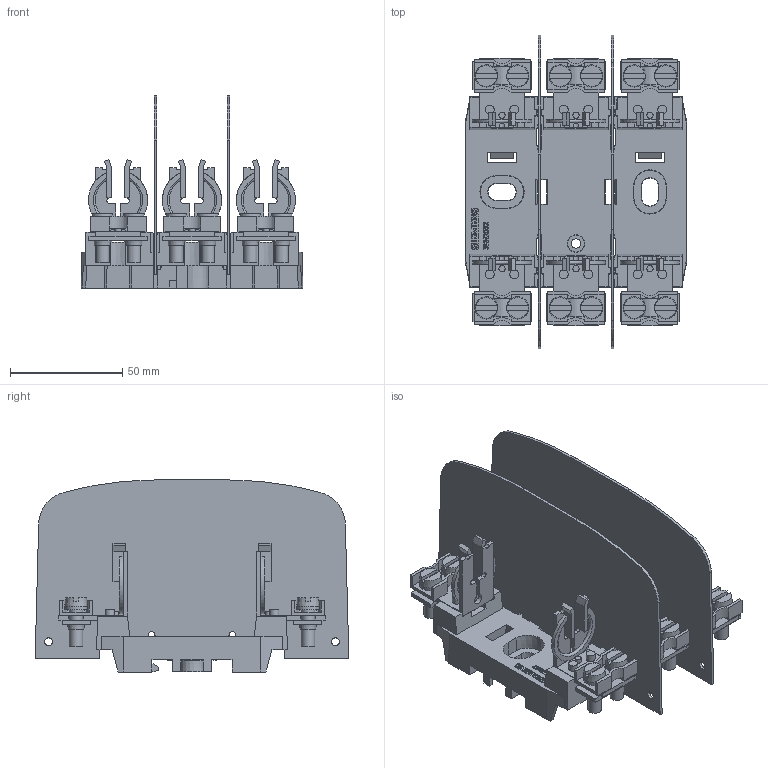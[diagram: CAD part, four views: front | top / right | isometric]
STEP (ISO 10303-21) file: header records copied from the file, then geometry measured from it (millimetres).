
FILE_DESCRIPTION(/* description */ (''),/* implementation_level */ '2;1');
FILE_NAME(/* name */ '3NH2032_000154711V.stp',/* time_stamp */ '2024-10-08T15:43:42+02:00',/* author */ (''),/* organization */ (''),/* preprocessor_version */ 'ST-DEVELOPER v18.101',/* originating_system */ 'SIEMENS PLM Software NX 2007',/* authorisation */ '');
FILE_SCHEMA (('AUTOMOTIVE_DESIGN { 1 0 10303 214 3 1 1 1 }'));
Products named in the file (1): 3NH2032_000154711V
Bounding box: 99 x 140 x 85.7 mm (x, y, z)
Volume: 104117.2 mm3; surface area: 127725.8 mm2
Topology: 1 solids, 13 shells, 2109 faces, 6047 edges, 3922 vertices
Faces by surface type: plane 1715, cylinder 209, cone 149, extrusion 24, torus 12
Full cylindrical faces by diameter (mm): 1.5 x6, 2.6 x6, 2.8 x6, 3.5 x4, 4 x24, 4.6 x5, 6 x24, 6.4 x12, 9.9 x12
Entity records: 75528 total; most frequent: CARTESIAN_POINT 14201, ORIENTED_EDGE 11510, DIRECTION 10585, EDGE_CURVE 5755, VECTOR 4375, LINE 4351, VERTEX_POINT 3786, AXIS2_PLACEMENT_3D 3105
